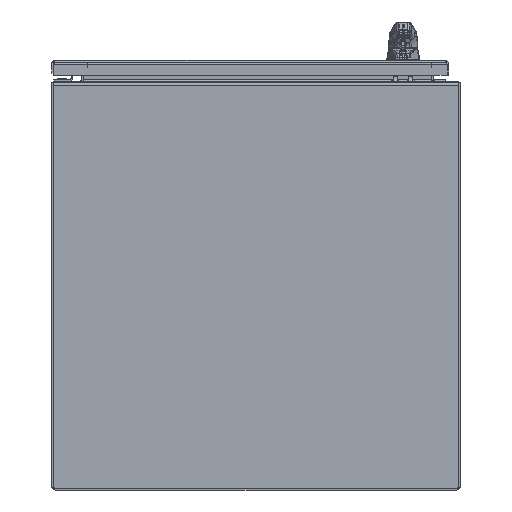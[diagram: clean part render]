
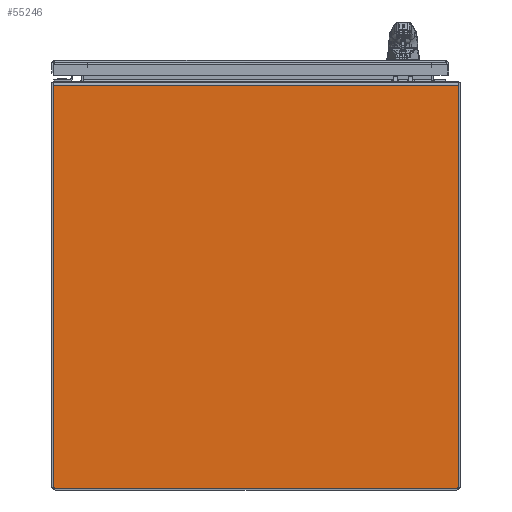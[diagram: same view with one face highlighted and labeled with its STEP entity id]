
A CAD part, front view. The second image highlights one B-rep face of the part: STEP entity #55246.
In plain terms, the highlighted face is planar.
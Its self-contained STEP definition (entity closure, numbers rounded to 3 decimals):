
#9167=PLANE('',#57706);
#10066=FACE_OUTER_BOUND('',#12419,.T.);
#12419=EDGE_LOOP('',(#42815,#42816,#42817,#42818));
#18218=LINE('',#78142,#22029);
#18224=LINE('',#78160,#22035);
#18227=LINE('',#78166,#22038);
#18228=LINE('',#78167,#22039);
#22029=VECTOR('',#63635,23.921);
#22035=VECTOR('',#63659,23.78);
#22038=VECTOR('',#63664,23.78);
#22039=VECTOR('',#63665,23.921);
#25778=VERTEX_POINT('',#78139);
#25779=VERTEX_POINT('',#78141);
#25782=VERTEX_POINT('',#78159);
#25784=VERTEX_POINT('',#78165);
#33872=EDGE_CURVE('',#25779,#25778,#18218,.T.);
#33881=EDGE_CURVE('',#25779,#25782,#18224,.T.);
#33884=EDGE_CURVE('',#25784,#25778,#18227,.T.);
#33885=EDGE_CURVE('',#25782,#25784,#18228,.T.);
#42815=ORIENTED_EDGE('',*,*,#33872,.T.);
#42816=ORIENTED_EDGE('',*,*,#33884,.F.);
#42817=ORIENTED_EDGE('',*,*,#33885,.F.);
#42818=ORIENTED_EDGE('',*,*,#33881,.F.);
#55246=ADVANCED_FACE('',(#10066),#9167,.T.);
#57706=AXIS2_PLACEMENT_3D('',#78164,#63662,#63663);
#63635=DIRECTION('',(1.,0.,0.));
#63659=DIRECTION('',(0.,1.,0.));
#63662=DIRECTION('center_axis',(0.,0.,1.));
#63663=DIRECTION('ref_axis',(1.,0.,0.));
#63664=DIRECTION('',(0.,-1.,0.));
#63665=DIRECTION('',(1.,0.,0.));
#78139=CARTESIAN_POINT('',(11.961,-11.769,0.102));
#78141=CARTESIAN_POINT('',(-11.961,-11.769,0.102));
#78142=CARTESIAN_POINT('',(-5.98,-11.769,0.102));
#78159=CARTESIAN_POINT('',(-11.961,12.012,0.102));
#78160=CARTESIAN_POINT('',(-11.961,-12.012,0.102));
#78164=CARTESIAN_POINT('Origin',(0.,0.,
0.102));
#78165=CARTESIAN_POINT('',(11.961,12.012,0.102));
#78166=CARTESIAN_POINT('',(11.961,12.012,0.102));
#78167=CARTESIAN_POINT('',(-11.961,12.012,0.102));
